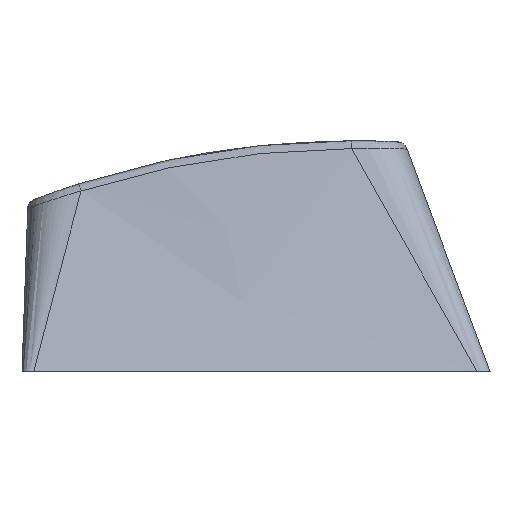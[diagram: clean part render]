
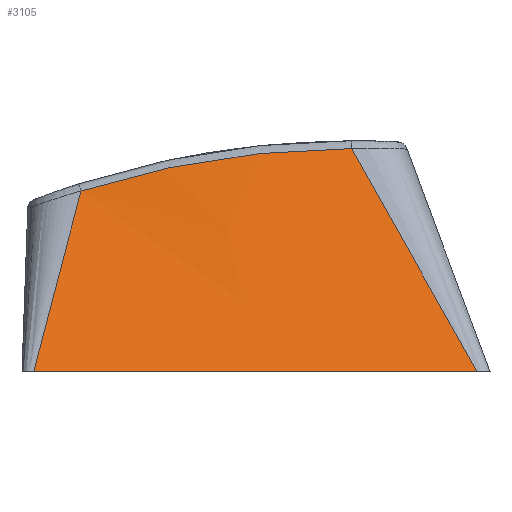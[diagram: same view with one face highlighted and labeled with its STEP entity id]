
A CAD part, left-side view. The second image highlights one B-rep face of the part: STEP entity #3105.
In plain terms, the highlighted free-form (B-spline) face has degree [3, 2] with [4, 3] control points.
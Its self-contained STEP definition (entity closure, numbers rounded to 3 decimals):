
#14=(
BOUNDED_SURFACE()
B_SPLINE_SURFACE(3,2,((#5046,#5047,#5048),(#5049,#5050,#5051),(#5052,#5053,
#5054),(#5055,#5056,#5057)),.UNSPECIFIED.,.F.,.F.,.F.)
B_SPLINE_SURFACE_WITH_KNOTS((4,4),(3,3),(0.,9.938),(-18.1,0.),
 .UNSPECIFIED.)
GEOMETRIC_REPRESENTATION_ITEM()
RATIONAL_B_SPLINE_SURFACE(((1.,0.977,1.),(1.,0.985,1.),(1.,
0.992,1.),(1.,1.,1.)))
REPRESENTATION_ITEM('')
SURFACE()
);
#120=B_SPLINE_CURVE_WITH_KNOTS('',3,(#5059,#5060,#5061,#5062,#5063,#5064,
#5065),.UNSPECIFIED.,.F.,.F.,(4,3,4),(0.019,0.24,8.103),
 .UNSPECIFIED.);
#121=B_SPLINE_CURVE_WITH_KNOTS('',3,(#5067,#5068,#5069,#5070),
 .UNSPECIFIED.,.F.,.F.,(4,4),(-0.442,10.007),
 .UNSPECIFIED.);
#122=B_SPLINE_CURVE_WITH_KNOTS('',3,(#5071,#5072,#5073,#5074,#5075,#5076,
#5077,#5078,#5079,#5080,#5081,#5082,#5083,#5084,#5085,#5086,#5087,#5088),
 .UNSPECIFIED.,.F.,.F.,(4,2,2,2,2,2,2,2,4),(-0.184,1.101,
2.353,3.654,4.955,6.396,7.848,
9.319,10.402),.UNSPECIFIED.);
#219=FACE_OUTER_BOUND('',#401,.T.);
#401=EDGE_LOOP('',(#2266,#2267,#2268,#2269));
#710=LINE('',#4655,#1043);
#1043=VECTOR('',#3726,10.);
#1369=VERTEX_POINT('',#4641);
#1370=VERTEX_POINT('',#4654);
#1398=VERTEX_POINT('',#5058);
#1399=VERTEX_POINT('',#5066);
#1700=EDGE_CURVE('',#1369,#1370,#710,.F.);
#1734=EDGE_CURVE('',#1398,#1370,#120,.F.);
#1735=EDGE_CURVE('',#1369,#1399,#121,.F.);
#1736=EDGE_CURVE('',#1399,#1398,#122,.F.);
#2266=ORIENTED_EDGE('',*,*,#1734,.T.);
#2267=ORIENTED_EDGE('',*,*,#1700,.F.);
#2268=ORIENTED_EDGE('',*,*,#1735,.T.);
#2269=ORIENTED_EDGE('',*,*,#1736,.T.);
#3105=ADVANCED_FACE('',(#219),#14,.T.);
#3726=DIRECTION('',(0.,-1.,0.));
#4641=CARTESIAN_POINT('',(-68.,1.121,0.));
#4654=CARTESIAN_POINT('',(-68.,18.263,0.));
#4655=CARTESIAN_POINT('',(-68.,18.263,0.));
#5046=CARTESIAN_POINT('Ctrl Pts',(-64.975,18.488,6.551));
#5047=CARTESIAN_POINT('Ctrl Pts',(-64.975,11.459,9.295));
#5048=CARTESIAN_POINT('Ctrl Pts',(-64.975,3.926,8.861));
#5049=CARTESIAN_POINT('Ctrl Pts',(-65.984,18.564,4.368));
#5050=CARTESIAN_POINT('Ctrl Pts',(-65.999,10.852,6.148));
#5051=CARTESIAN_POINT('Ctrl Pts',(-65.984,2.823,5.907));
#5052=CARTESIAN_POINT('Ctrl Pts',(-66.992,18.64,2.184));
#5053=CARTESIAN_POINT('Ctrl Pts',(-67.008,10.255,3.05));
#5054=CARTESIAN_POINT('Ctrl Pts',(-66.992,1.72,2.954));
#5055=CARTESIAN_POINT('Ctrl Pts',(-68.,18.717,0.));
#5056=CARTESIAN_POINT('Ctrl Pts',(-68.,9.667,0.));
#5057=CARTESIAN_POINT('Ctrl Pts',(-68.,0.617,0.));
#5058=CARTESIAN_POINT('',(-65.099,16.433,6.976));
#5059=CARTESIAN_POINT('Ctrl Pts',(-68.,18.263,0.));
#5060=CARTESIAN_POINT('Ctrl Pts',(-67.971,18.246,0.064));
#5061=CARTESIAN_POINT('Ctrl Pts',(-67.943,18.229,0.127));
#5062=CARTESIAN_POINT('Ctrl Pts',(-67.914,18.212,0.191));
#5063=CARTESIAN_POINT('Ctrl Pts',(-66.894,17.611,2.454));
#5064=CARTESIAN_POINT('Ctrl Pts',(-65.952,17.018,4.715));
#5065=CARTESIAN_POINT('Ctrl Pts',(-65.099,16.433,6.976));
#5066=CARTESIAN_POINT('',(-65.079,5.971,8.612));
#5067=CARTESIAN_POINT('Ctrl Pts',(-65.079,5.971,8.612));
#5068=CARTESIAN_POINT('Ctrl Pts',(-66.055,4.35,5.737));
#5069=CARTESIAN_POINT('Ctrl Pts',(-67.023,2.736,2.869));
#5070=CARTESIAN_POINT('Ctrl Pts',(-68.,1.121,0.));
#5071=CARTESIAN_POINT('Ctrl Pts',(-65.099,16.433,6.976));
#5072=CARTESIAN_POINT('Ctrl Pts',(-65.097,16.022,7.106));
#5073=CARTESIAN_POINT('Ctrl Pts',(-65.095,15.61,7.229));
#5074=CARTESIAN_POINT('Ctrl Pts',(-65.091,14.792,7.456));
#5075=CARTESIAN_POINT('Ctrl Pts',(-65.09,14.386,7.561));
#5076=CARTESIAN_POINT('Ctrl Pts',(-65.087,13.555,7.759));
#5077=CARTESIAN_POINT('Ctrl Pts',(-65.086,13.129,7.853));
#5078=CARTESIAN_POINT('Ctrl Pts',(-65.083,12.275,8.024));
#5079=CARTESIAN_POINT('Ctrl Pts',(-65.083,11.846,8.101));
#5080=CARTESIAN_POINT('Ctrl Pts',(-65.081,10.94,8.247));
#5081=CARTESIAN_POINT('Ctrl Pts',(-65.08,10.462,8.314));
#5082=CARTESIAN_POINT('Ctrl Pts',(-65.079,9.501,8.428));
#5083=CARTESIAN_POINT('Ctrl Pts',(-65.079,9.017,8.475));
#5084=CARTESIAN_POINT('Ctrl Pts',(-65.078,8.042,8.549));
#5085=CARTESIAN_POINT('Ctrl Pts',(-65.078,7.55,8.576));
#5086=CARTESIAN_POINT('Ctrl Pts',(-65.079,6.696,8.605));
#5087=CARTESIAN_POINT('Ctrl Pts',(-65.079,6.333,8.611));
#5088=CARTESIAN_POINT('Ctrl Pts',(-65.079,5.971,8.612));
